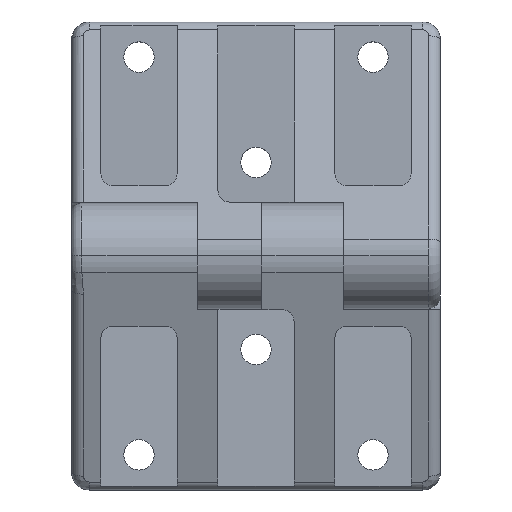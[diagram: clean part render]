
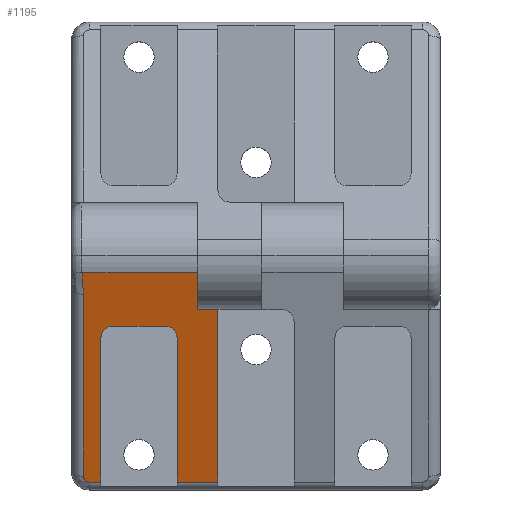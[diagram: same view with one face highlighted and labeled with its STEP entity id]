
A CAD part, top view. The second image highlights one B-rep face of the part: STEP entity #1195.
In plain terms, the highlighted planar face has unit normal (0, -0.32, 0.948).
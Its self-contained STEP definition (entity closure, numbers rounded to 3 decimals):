
#33 = CARTESIAN_POINT ( 'NONE',  ( -24.5, -12., 5.449 ) ) ;
#39 = CARTESIAN_POINT ( 'NONE',  ( -13.5, -14., 4.774 ) ) ;
#52 = CARTESIAN_POINT ( 'NONE',  ( -29.675, -4.408, 8.011 ) ) ;
#53 = LINE ( 'NONE', #5022, #630 ) ;
#72 = EDGE_CURVE ( 'NONE', #1531, #3611, #3731, .T. ) ;
#74 = EDGE_CURVE ( 'NONE', #5180, #5212, #1185, .T. ) ;
#85 = CARTESIAN_POINT ( 'NONE',  ( -13.5, -14., 4.774 ) ) ;
#92 = DIRECTION ( 'NONE',  ( -1., 0., 0. ) ) ;
#113 = DIRECTION ( 'NONE',  ( 0., 0.948, 0.32 ) ) ;
#138 = VECTOR ( 'NONE', #4926, 1000. ) ;
#204 = LINE ( 'NONE', #5170, #4142 ) ;
#229 = CARTESIAN_POINT ( 'NONE',  ( -29.5, -37.64, -3.203 ) ) ;
#303 = DIRECTION ( 'NONE',  ( 0., -0.948, -0.32 ) ) ;
#308 = ORIENTED_EDGE ( 'NONE', *, *, #4831, .F. ) ;
#462 = DIRECTION ( 'NONE',  ( 0., 0.32, -0.948 ) ) ;
#500 = ORIENTED_EDGE ( 'NONE', *, *, #3484, .F. ) ;
#518 = LINE ( 'NONE', #5497, #138 ) ;
#550 = CARTESIAN_POINT ( 'NONE',  ( -29.768, -2.878, 8.528 ) ) ;
#617 = CARTESIAN_POINT ( 'NONE',  ( -29.708, -4.103, 8.114 ) ) ;
#630 = VECTOR ( 'NONE', #4455, 1000. ) ;
#649 = CARTESIAN_POINT ( 'NONE',  ( 31.5, -12., 5.449 ) ) ;
#671 = CARTESIAN_POINT ( 'NONE',  ( -13.5, -2.878, 8.528 ) ) ;
#696 = VERTEX_POINT ( 'NONE', #1144 ) ;
#742 = CARTESIAN_POINT ( 'NONE',  ( -29.768, -2.878, 8.528 ) ) ;
#753 = CARTESIAN_POINT ( 'NONE',  ( -13.5, -38.64, -3.541 ) ) ;
#762 = VECTOR ( 'NONE', #113, 1000. ) ;
#797 = EDGE_CURVE ( 'NONE', #4133, #3502, #2910, .T. ) ;
#854 = VECTOR ( 'NONE', #3556, 1000. ) ;
#870 = CARTESIAN_POINT ( 'NONE',  ( -29.5, -2.878, 8.528 ) ) ;
#947 = EDGE_CURVE ( 'NONE', #1993, #3237, #1237, .T. ) ;
#964 = VERTEX_POINT ( 'NONE', #2796 ) ;
#1033 = CARTESIAN_POINT ( 'NONE',  ( 31.5, -2.878, 8.528 ) ) ;
#1141 = CARTESIAN_POINT ( 'NONE',  ( -29.5, -37.64, -3.203 ) ) ;
#1142 = ORIENTED_EDGE ( 'NONE', *, *, #3907, .T. ) ;
#1144 = CARTESIAN_POINT ( 'NONE',  ( -15.5, -12., 5.449 ) ) ;
#1176 = CARTESIAN_POINT ( 'NONE',  ( -29.754, -3.492, 8.32 ) ) ;
#1183 = EDGE_CURVE ( 'NONE', #3237, #696, #3789, .T. ) ;
#1185 =( BOUNDED_CURVE ( )  B_SPLINE_CURVE ( 3, ( #229, #5201, #4628, #4057 ),
 .UNSPECIFIED., .F., .T. ) 
 B_SPLINE_CURVE_WITH_KNOTS ( ( 4, 4 ),
 ( 4.712, 6.283 ),
 .UNSPECIFIED. ) 
 CURVE ( )  GEOMETRIC_REPRESENTATION_ITEM ( )  RATIONAL_B_SPLINE_CURVE ( ( 1., 0.805, 0.805, 1. ) ) 
 REPRESENTATION_ITEM ( '' )  );
#1195 = ADVANCED_FACE ( 'NONE', ( #4154 ), #1594, .F. ) ;
#1209 = CARTESIAN_POINT ( 'NONE',  ( -10., -2.878, 8.528 ) ) ;
#1213 = LINE ( 'NONE', #649, #3740 ) ;
#1237 = LINE ( 'NONE', #671, #762 ) ;
#1348 = CARTESIAN_POINT ( 'NONE',  ( -26.5, -14., 4.774 ) ) ;
#1440 = LINE ( 'NONE', #870, #3560 ) ;
#1531 = VERTEX_POINT ( 'NONE', #33 ) ;
#1594 = PLANE ( 'NONE',  #3604 ) ;
#1708 = DIRECTION ( 'NONE',  ( 0., -0.948, -0.32 ) ) ;
#1749 = CARTESIAN_POINT ( 'NONE',  ( -29.768, -3.185, 8.424 ) ) ;
#1789 = CARTESIAN_POINT ( 'NONE',  ( -26.5, -38.64, -3.541 ) ) ;
#1878 = ORIENTED_EDGE ( 'NONE', *, *, #2099, .F. ) ;
#1917 = ORIENTED_EDGE ( 'NONE', *, *, #2258, .T. ) ;
#1930 = CARTESIAN_POINT ( 'NONE',  ( -26.5, -12.828, 5.169 ) ) ;
#1979 = ORIENTED_EDGE ( 'NONE', *, *, #72, .F. ) ;
#1993 = VERTEX_POINT ( 'NONE', #753 ) ;
#2035 = VECTOR ( 'NONE', #3308, 1000. ) ;
#2099 = EDGE_CURVE ( 'NONE', #964, #4773, #4700, .T. ) ;
#2201 = EDGE_LOOP ( 'NONE', ( #3228, #4525, #1878, #308, #500, #1917, #2653, #1142, #5451, #5416, #5206, #1979, #4268, #2666 ) ) ;
#2258 = EDGE_CURVE ( 'NONE', #3231, #4133, #204, .T. ) ;
#2283 = CARTESIAN_POINT ( 'NONE',  ( -10., -2.878, 8.528 ) ) ;
#2476 = CARTESIAN_POINT ( 'NONE',  ( -10., -9.2, 6.394 ) ) ;
#2481 = CARTESIAN_POINT ( 'NONE',  ( -25.672, -12., 5.449 ) ) ;
#2653 = ORIENTED_EDGE ( 'NONE', *, *, #797, .T. ) ;
#2666 = ORIENTED_EDGE ( 'NONE', *, *, #1183, .F. ) ;
#2757 = EDGE_CURVE ( 'NONE', #696, #1531, #1213, .T. ) ;
#2769 = VERTEX_POINT ( 'NONE', #1789 ) ;
#2796 = CARTESIAN_POINT ( 'NONE',  ( -6.5, -9.2, 6.394 ) ) ;
#2824 = EDGE_CURVE ( 'NONE', #3611, #2769, #4347, .T. ) ;
#2832 = LINE ( 'NONE', #2283, #3989 ) ;
#2910 = B_SPLINE_CURVE_WITH_KNOTS ( 'NONE', 3,
 ( #742, #1749, #1176, #617, #52, #5021, #4454, #3869 ),
 .UNSPECIFIED., .F., .F.,
 ( 4, 2, 2, 4 ),
 ( 0., 0.001, 0.002, 0.004 ),
 .UNSPECIFIED. ) ;
#3046 = CARTESIAN_POINT ( 'NONE',  ( -24.5, -12., 5.449 ) ) ;
#3131 = EDGE_CURVE ( 'NONE', #5212, #2769, #4457, .T. ) ;
#3173 = VERTEX_POINT ( 'NONE', #2476 ) ;
#3217 = DIRECTION ( 'NONE',  ( 0., -0.948, -0.32 ) ) ;
#3228 = ORIENTED_EDGE ( 'NONE', *, *, #947, .F. ) ;
#3231 = VERTEX_POINT ( 'NONE', #1209 ) ;
#3237 = VERTEX_POINT ( 'NONE', #85 ) ;
#3308 = DIRECTION ( 'NONE',  ( 1., 0., 0. ) ) ;
#3484 = EDGE_CURVE ( 'NONE', #3231, #3173, #2832, .T. ) ;
#3502 = VERTEX_POINT ( 'NONE', #3837 ) ;
#3556 = DIRECTION ( 'NONE',  ( 0., -0.948, -0.32 ) ) ;
#3560 = VECTOR ( 'NONE', #303, 1000. ) ;
#3604 = AXIS2_PLACEMENT_3D ( 'NONE', #1033, #462, #5445 ) ;
#3611 = VERTEX_POINT ( 'NONE', #4046 ) ;
#3731 =( BOUNDED_CURVE ( )  B_SPLINE_CURVE ( 3, ( #3046, #2481, #1930, #1348 ),
 .UNSPECIFIED., .F., .T. ) 
 B_SPLINE_CURVE_WITH_KNOTS ( ( 4, 4 ),
 ( 3.142, 4.712 ),
 .UNSPECIFIED. ) 
 CURVE ( )  GEOMETRIC_REPRESENTATION_ITEM ( )  RATIONAL_B_SPLINE_CURVE ( ( 1., 0.805, 0.805, 1. ) ) 
 REPRESENTATION_ITEM ( '' )  );
#3740 = VECTOR ( 'NONE', #92, 1000. ) ;
#3777 = CARTESIAN_POINT ( 'NONE',  ( -26.5, -2.878, 8.528 ) ) ;
#3789 =( BOUNDED_CURVE ( )  B_SPLINE_CURVE ( 3, ( #39, #5006, #4438, #3856 ),
 .UNSPECIFIED., .F., .T. ) 
 B_SPLINE_CURVE_WITH_KNOTS ( ( 4, 4 ),
 ( 1.571, 3.142 ),
 .UNSPECIFIED. ) 
 CURVE ( )  GEOMETRIC_REPRESENTATION_ITEM ( )  RATIONAL_B_SPLINE_CURVE ( ( 1., 0.805, 0.805, 1. ) ) 
 REPRESENTATION_ITEM ( '' )  );
#3837 = CARTESIAN_POINT ( 'NONE',  ( -29.5, -6.547, 7.289 ) ) ;
#3856 = CARTESIAN_POINT ( 'NONE',  ( -15.5, -12., 5.449 ) ) ;
#3869 = CARTESIAN_POINT ( 'NONE',  ( -29.5, -6.547, 7.289 ) ) ;
#3871 = CARTESIAN_POINT ( 'NONE',  ( 31.5, -38.64, -3.541 ) ) ;
#3907 = EDGE_CURVE ( 'NONE', #3502, #5180, #1440, .T. ) ;
#3989 = VECTOR ( 'NONE', #1708, 1000. ) ;
#4014 = EDGE_CURVE ( 'NONE', #1993, #4773, #518, .T. ) ;
#4046 = CARTESIAN_POINT ( 'NONE',  ( -26.5, -14., 4.774 ) ) ;
#4057 = CARTESIAN_POINT ( 'NONE',  ( -28.5, -38.64, -3.541 ) ) ;
#4127 = CARTESIAN_POINT ( 'NONE',  ( -6.5, -2.878, 8.528 ) ) ;
#4133 = VERTEX_POINT ( 'NONE', #550 ) ;
#4142 = VECTOR ( 'NONE', #4597, 1000. ) ;
#4154 = FACE_OUTER_BOUND ( 'NONE', #2201, .T. ) ;
#4268 = ORIENTED_EDGE ( 'NONE', *, *, #2757, .F. ) ;
#4276 = CARTESIAN_POINT ( 'NONE',  ( -6.5, -38.64, -3.541 ) ) ;
#4347 = LINE ( 'NONE', #3777, #5113 ) ;
#4438 = CARTESIAN_POINT ( 'NONE',  ( -14.328, -12., 5.449 ) ) ;
#4454 = CARTESIAN_POINT ( 'NONE',  ( -29.5, -5.933, 7.496 ) ) ;
#4455 = DIRECTION ( 'NONE',  ( 1., 0., 0. ) ) ;
#4457 = LINE ( 'NONE', #3871, #2035 ) ;
#4525 = ORIENTED_EDGE ( 'NONE', *, *, #4014, .T. ) ;
#4597 = DIRECTION ( 'NONE',  ( -1., 0., 0. ) ) ;
#4628 = CARTESIAN_POINT ( 'NONE',  ( -29.086, -38.64, -3.541 ) ) ;
#4700 = LINE ( 'NONE', #4127, #854 ) ;
#4773 = VERTEX_POINT ( 'NONE', #4276 ) ;
#4831 = EDGE_CURVE ( 'NONE', #3173, #964, #53, .T. ) ;
#4926 = DIRECTION ( 'NONE',  ( 1., 0., 0. ) ) ;
#5006 = CARTESIAN_POINT ( 'NONE',  ( -13.5, -12.828, 5.169 ) ) ;
#5021 = CARTESIAN_POINT ( 'NONE',  ( -29.573, -5.323, 7.702 ) ) ;
#5022 = CARTESIAN_POINT ( 'NONE',  ( 31.5, -9.2, 6.394 ) ) ;
#5113 = VECTOR ( 'NONE', #3217, 1000. ) ;
#5170 = CARTESIAN_POINT ( 'NONE',  ( 31.5, -2.878, 8.528 ) ) ;
#5180 = VERTEX_POINT ( 'NONE', #1141 ) ;
#5201 = CARTESIAN_POINT ( 'NONE',  ( -29.5, -38.225, -3.401 ) ) ;
#5206 = ORIENTED_EDGE ( 'NONE', *, *, #2824, .F. ) ;
#5212 = VERTEX_POINT ( 'NONE', #5295 ) ;
#5295 = CARTESIAN_POINT ( 'NONE',  ( -28.5, -38.64, -3.541 ) ) ;
#5416 = ORIENTED_EDGE ( 'NONE', *, *, #3131, .T. ) ;
#5445 = DIRECTION ( 'NONE',  ( 0., 0.948, 0.32 ) ) ;
#5451 = ORIENTED_EDGE ( 'NONE', *, *, #74, .T. ) ;
#5497 = CARTESIAN_POINT ( 'NONE',  ( 31.5, -38.64, -3.541 ) ) ;
